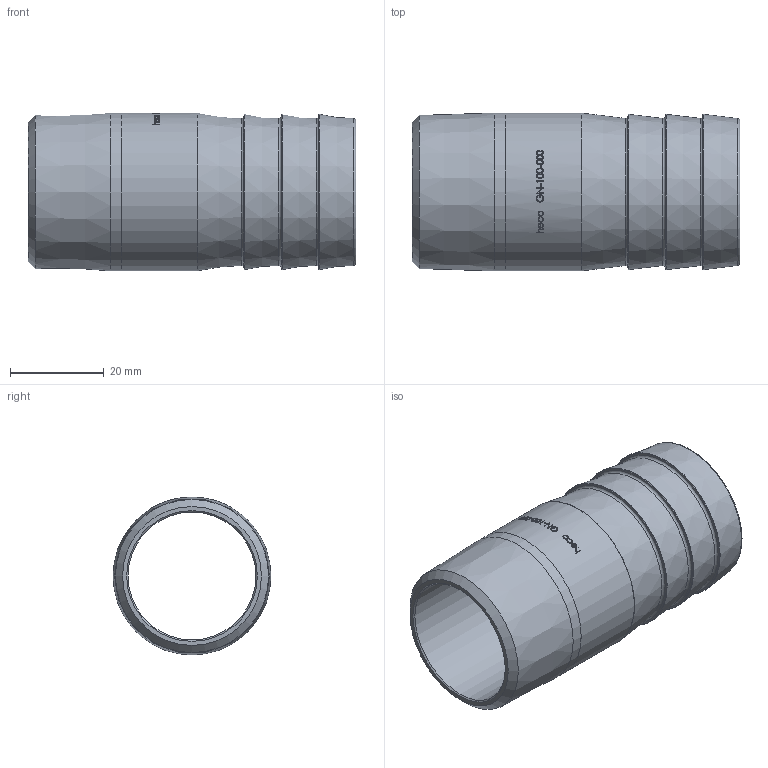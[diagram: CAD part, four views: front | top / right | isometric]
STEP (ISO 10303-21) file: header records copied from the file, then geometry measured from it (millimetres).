
FILE_DESCRIPTION (( 'STEP AP214' ), '1' );
FILE_NAME ('GN-100-000-x Gewindeschlauchnippel 2208.STEP', '2022-08-08T11:23:46', ( '' ), ( '' ), 'SwSTEP 2.0', 'SolidWorks 2019', '' );
FILE_SCHEMA (( 'AUTOMOTIVE_DESIGN' ));
Length unit declared in the file: millimetre
Products named in the file (1): GN-100-000-x Gewindeschlauchnippel 2208
Bounding box: 70 x 33.7 x 33.7 mm (x, y, z)
Volume: 18426.7 mm3; surface area: 13743.6 mm2
Topology: 1 solids, 1 shells, 176 faces, 448 edges, 296 vertices
Faces by surface type: bspline 96, plane 37, cylinder 24, cone 11, torus 8
Full cylindrical faces by diameter (mm): 27.29 x1, 33.69 x1, 33.7 x1
Entity records: 16502 total; most frequent: CARTESIAN_POINT 11597, ORIENTED_EDGE 830, EDGE_CURVE 415, DIRECTION 342, B_SPLINE_CURVE_WITH_KNOTS 296, VERTEX_POINT 285, EDGE_LOOP 222, FACE_OUTER_BOUND 187
